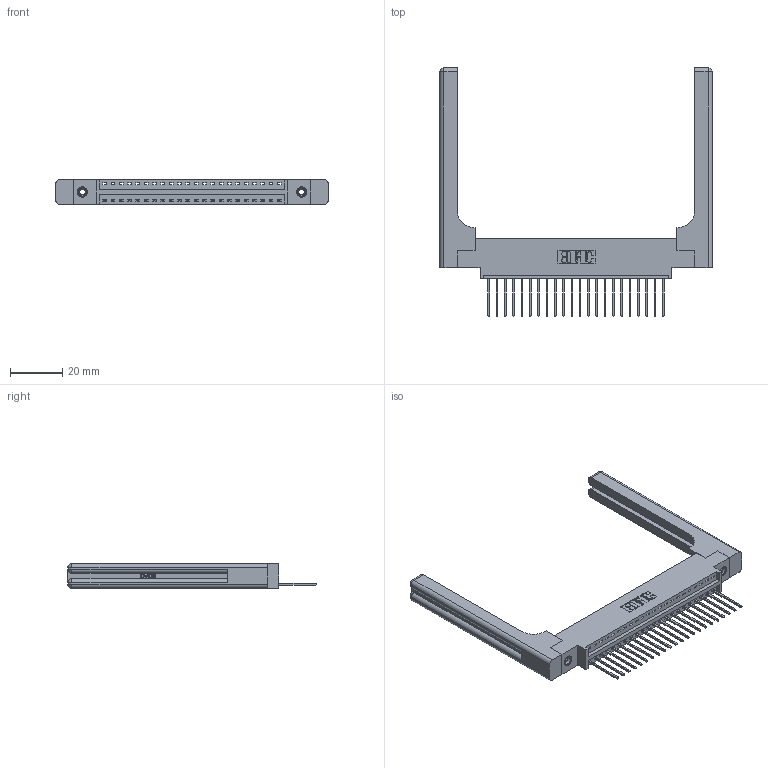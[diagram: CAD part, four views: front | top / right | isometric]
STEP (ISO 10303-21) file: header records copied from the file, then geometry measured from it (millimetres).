
FILE_DESCRIPTION (( 'STEP AP203' ), '1' );
FILE_NAME ('396-022-540-658.STEP', '2019-10-27T04:48:40', ( '' ), ( '' ), 'SwSTEP 2.0', 'SolidWorks 2016', '' );
FILE_SCHEMA (( 'CONFIG_CONTROL_DESIGN' ));
Length unit declared in the file: inch
Products named in the file (5): 346-220-058_345-220-058; 346 Part_0.170 Offset - 0.156 Dia-TH; 396-022-540-658; 345-250-001_345-250-001-102; 345-292-001_345-293-140
Assembly tree (27 placements, depth 2):
  396-022-540-658
    346 Part_0.170 Offset - 0.156 Dia-TH
    345-292-001_345-293-140  x22
    345-250-001_345-250-001-102  x2
    346-220-058_345-220-058  x2
Bounding box: 103.91 x 94.74 x 9.4 mm (x, y, z)
Volume: 17202.4 mm3; surface area: 17435.3 mm2
Topology: 27 solids, 27 shells, 1658 faces, 4879 edges, 3202 vertices
Faces by surface type: plane 1108, cylinder 490, bspline 36, cone 12, sphere 8, torus 4
Entity records: 21678 total; most frequent: CARTESIAN_POINT 4703, ORIENTED_EDGE 3456, DIRECTION 3104, EDGE_CURVE 1728, LINE 1416, VECTOR 1416, VERTEX_POINT 1142, AXIS2_PLACEMENT_3D 844
